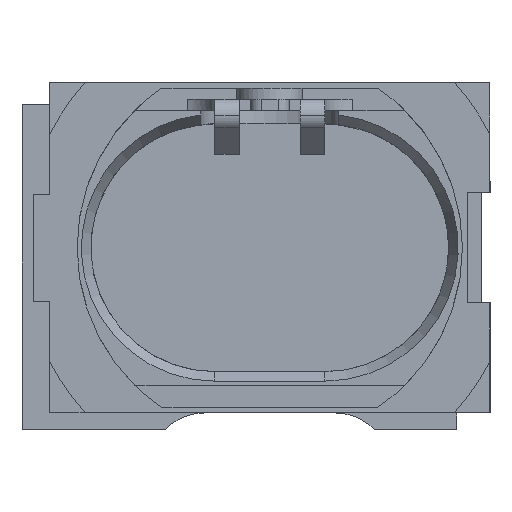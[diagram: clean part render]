
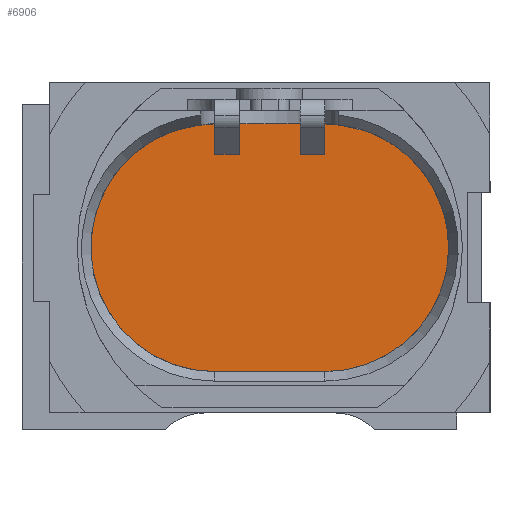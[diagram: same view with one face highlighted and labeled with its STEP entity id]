
A CAD part, front view. The second image highlights one B-rep face of the part: STEP entity #6906.
In plain terms, the highlighted planar face has unit normal (0, -1, 0).
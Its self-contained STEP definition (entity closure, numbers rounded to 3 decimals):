
#382 = DIRECTION ( 'NONE',  ( 0., 0., 1. ) ) ;
#500 = CIRCLE ( 'NONE', #1450, 2.25 ) ;
#637 = ORIENTED_EDGE ( 'NONE', *, *, #8635, .T. ) ;
#643 = CARTESIAN_POINT ( 'NONE',  ( -1., -16.9, -2.25 ) ) ;
#967 = VERTEX_POINT ( 'NONE', #6046 ) ;
#1450 = AXIS2_PLACEMENT_3D ( 'NONE', #9456, #10516, #382 ) ;
#1694 = VECTOR ( 'NONE', #9650, 1000. ) ;
#2063 = CARTESIAN_POINT ( 'NONE',  ( -1., -16.9, 0. ) ) ;
#2293 = FACE_OUTER_BOUND ( 'NONE', #3388, .T. ) ;
#3008 = CARTESIAN_POINT ( 'NONE',  ( 1., -16.9, 2.25 ) ) ;
#3145 = EDGE_CURVE ( 'NONE', #967, #11348, #8827, .T. ) ;
#3208 = ORIENTED_EDGE ( 'NONE', *, *, #3145, .T. ) ;
#3209 = EDGE_CURVE ( 'NONE', #8717, #9948, #4278, .T. ) ;
#3218 = VECTOR ( 'NONE', #10013, 1000. ) ;
#3388 = EDGE_LOOP ( 'NONE', ( #637, #3208, #8058, #6462 ) ) ;
#4278 = LINE ( 'NONE', #4517, #3218 ) ;
#4517 = CARTESIAN_POINT ( 'NONE',  ( -1., -16.9, 2.25 ) ) ;
#5779 = PLANE ( 'NONE',  #9370 ) ;
#6018 = DIRECTION ( 'NONE',  ( 0., -1., 0. ) ) ;
#6046 = CARTESIAN_POINT ( 'NONE',  ( -1., -16.9, -2.25 ) ) ;
#6462 = ORIENTED_EDGE ( 'NONE', *, *, #3209, .T. ) ;
#6906 = ADVANCED_FACE ( 'Defeature ausgef�hrt1_125', ( #2293 ), #5779, .T. ) ;
#7796 = DIRECTION ( 'NONE',  ( 0., -1., 0. ) ) ;
#7809 = EDGE_CURVE ( 'NONE', #11348, #8717, #9954, .T. ) ;
#8058 = ORIENTED_EDGE ( 'NONE', *, *, #7809, .T. ) ;
#8604 = CARTESIAN_POINT ( 'NONE',  ( 1., -16.9, 0. ) ) ;
#8635 = EDGE_CURVE ( 'NONE', #9948, #967, #500, .T. ) ;
#8694 = DIRECTION ( 'NONE',  ( 0., 0., 1. ) ) ;
#8717 = VERTEX_POINT ( 'NONE', #3008 ) ;
#8827 = LINE ( 'NONE', #643, #1694 ) ;
#9370 = AXIS2_PLACEMENT_3D ( 'NONE', #2063, #7796, #8694 ) ;
#9456 = CARTESIAN_POINT ( 'NONE',  ( -1., -16.9, 0. ) ) ;
#9575 = CARTESIAN_POINT ( 'NONE',  ( -1., -16.9, 2.25 ) ) ;
#9650 = DIRECTION ( 'NONE',  ( 1., 0., 0. ) ) ;
#9948 = VERTEX_POINT ( 'NONE', #9575 ) ;
#9954 = CIRCLE ( 'NONE', #11466, 2.25 ) ;
#10013 = DIRECTION ( 'NONE',  ( -1., 0., 0. ) ) ;
#10516 = DIRECTION ( 'NONE',  ( 0., -1., 0. ) ) ;
#11328 = DIRECTION ( 'NONE',  ( 0., 0., 1. ) ) ;
#11348 = VERTEX_POINT ( 'NONE', #11368 ) ;
#11368 = CARTESIAN_POINT ( 'NONE',  ( 1., -16.9, -2.25 ) ) ;
#11466 = AXIS2_PLACEMENT_3D ( 'NONE', #8604, #6018, #11328 ) ;
